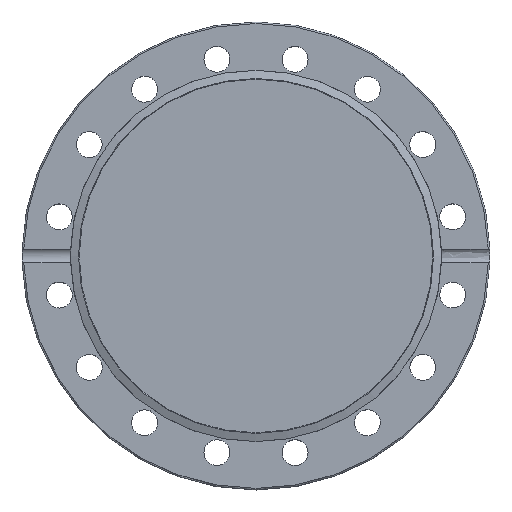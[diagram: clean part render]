
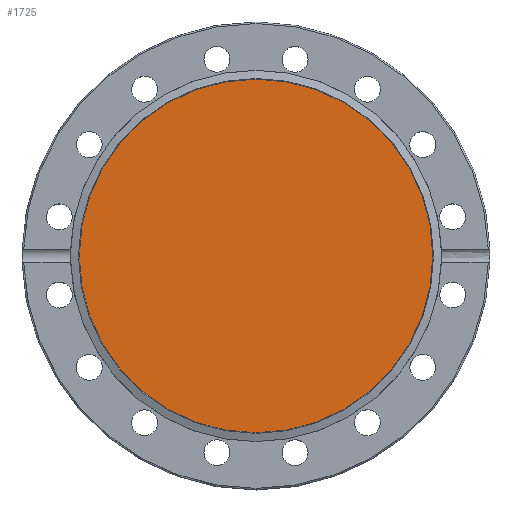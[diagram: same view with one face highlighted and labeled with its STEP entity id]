
A CAD part, top view. The second image highlights one B-rep face of the part: STEP entity #1725.
In plain terms, the highlighted planar face has unit normal (0, 0, 1).
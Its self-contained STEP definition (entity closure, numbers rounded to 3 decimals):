
#1702=CARTESIAN_POINT('',(0.0,-57.432,18.8));
#1703=VERTEX_POINT('',#1702);
#1704=CARTESIAN_POINT('',(0.0,0.,18.8));
#1705=DIRECTION('',(0.0,0.0,-1.0));
#1706=DIRECTION('',(0.0,-1.0,0.0));
#1707=AXIS2_PLACEMENT_3D('',#1704,#1705,#1706);
#1708=CIRCLE('',#1707,57.432);
#1709=EDGE_CURVE('',#1703,#1703,#1708,.T.);
#1717=CARTESIAN_POINT('',(0.0,-28.716,18.8));
#1718=DIRECTION('',(0.0,0.0,-1.0));
#1719=DIRECTION('',(-1.0,0.0,0.0));
#1720=AXIS2_PLACEMENT_3D('',#1717,#1718,#1719);
#1721=PLANE('',#1720);
#1722=ORIENTED_EDGE('',*,*,#1709,.F.);
#1723=EDGE_LOOP('',(#1722));
#1724=FACE_OUTER_BOUND('',#1723,.T.);
#1725=ADVANCED_FACE('',(#1724),#1721,.F.);
